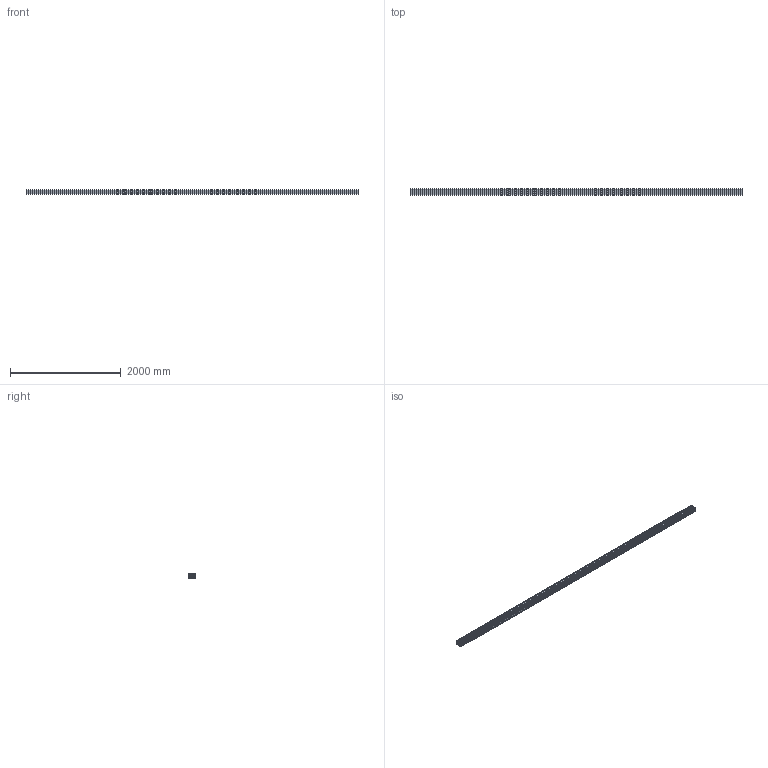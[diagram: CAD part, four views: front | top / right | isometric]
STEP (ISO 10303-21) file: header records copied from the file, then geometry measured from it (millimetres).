
FILE_DESCRIPTION (( 'STEP AP214' ), '1' );
FILE_NAME ('202096 Profil 8 80x120.STEP', '2019-02-06T12:35:26', ( '' ), ( '' ), 'SwSTEP 2.0', 'SolidWorks 2017', '' );
FILE_SCHEMA (( 'AUTOMOTIVE_DESIGN' ));
Length unit declared in the file: millimetre
Products named in the file (1): 202096 Profil 8 80x120
Bounding box: 6000 x 120 x 80 mm (x, y, z)
Volume: 24182042.3 mm3; surface area: 8163862 mm2
Topology: 1 solids, 1 shells, 262 faces, 780 edges, 520 vertices
Faces by surface type: cylinder 158, plane 104
Entity records: 8994 total; most frequent: DIRECTION 1622, CARTESIAN_POINT 1563, ORIENTED_EDGE 1560, EDGE_CURVE 780, AXIS2_PLACEMENT_3D 579, VERTEX_POINT 520, LINE 464, VECTOR 464
